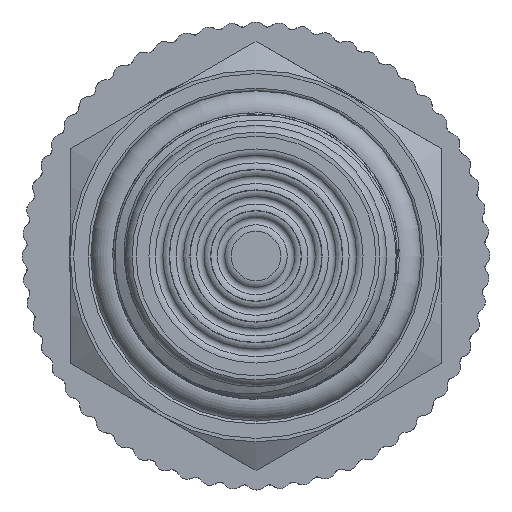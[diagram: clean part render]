
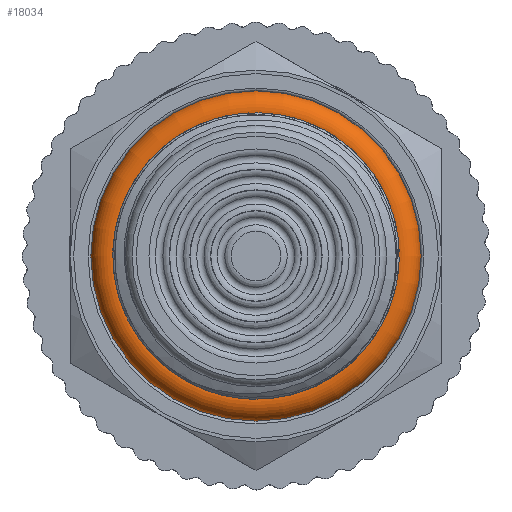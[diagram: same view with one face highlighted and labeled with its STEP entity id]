
A CAD part, left-side view. The second image highlights one B-rep face of the part: STEP entity #18034.
In plain terms, the highlighted toroidal (fillet/blend) face has major radius 10.6 mm and minor radius 1.4 mm.
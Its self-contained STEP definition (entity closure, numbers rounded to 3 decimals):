
#58=TOROIDAL_SURFACE('',#18988,10.6,1.4);
#2096=FACE_OUTER_BOUND('',#3167,.T.);
#3167=EDGE_LOOP('',(#16881,#16882,#16883,#16884));
#3527=CIRCLE('',#18989,1.4);
#3528=CIRCLE('',#18990,9.2);
#8667=VERTEX_POINT('',#55312);
#11405=EDGE_CURVE('',#8667,#8667,#3527,.T.);
#11406=EDGE_CURVE('',#8667,#8667,#3528,.T.);
#16881=ORIENTED_EDGE('',*,*,#11405,.F.);
#16882=ORIENTED_EDGE('',*,*,#11406,.T.);
#16883=ORIENTED_EDGE('',*,*,#11405,.T.);
#16884=ORIENTED_EDGE('',*,*,#11406,.F.);
#18034=ADVANCED_FACE('',(#2096),#58,.T.);
#18988=AXIS2_PLACEMENT_3D('',#55311,#21747,#21748);
#18989=AXIS2_PLACEMENT_3D('',#55313,#21749,#21750);
#18990=AXIS2_PLACEMENT_3D('',#55314,#21751,#21752);
#21747=DIRECTION('center_axis',(1.,0.,0.));
#21748=DIRECTION('ref_axis',(0.,0.,-1.));
#21749=DIRECTION('center_axis',(0.,-1.,0.));
#21750=DIRECTION('ref_axis',(0.,0.,1.));
#21751=DIRECTION('center_axis',(-1.,0.,0.));
#21752=DIRECTION('ref_axis',(0.,0.,-1.));
#55311=CARTESIAN_POINT('Origin',(20.7,0.,0.));
#55312=CARTESIAN_POINT('',(20.7,0.,9.2));
#55313=CARTESIAN_POINT('Origin',(20.7,0.,10.6));
#55314=CARTESIAN_POINT('Origin',(20.7,0.,0.));
